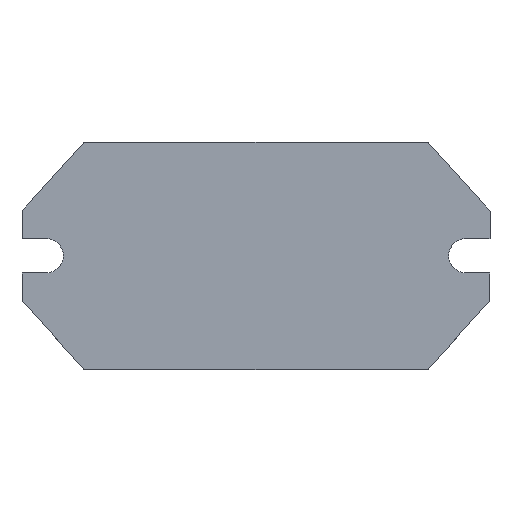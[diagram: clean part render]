
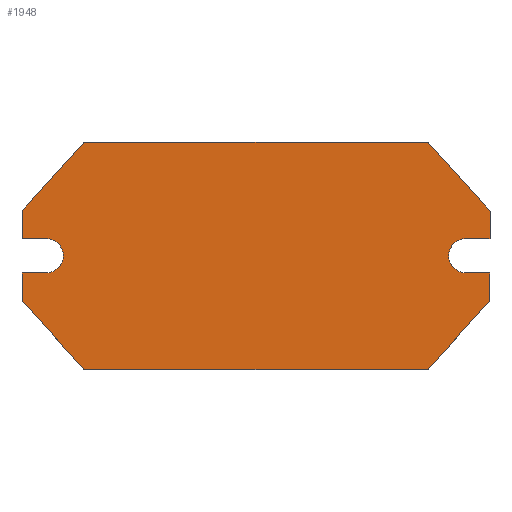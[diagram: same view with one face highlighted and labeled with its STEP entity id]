
A CAD part, top view. The second image highlights one B-rep face of the part: STEP entity #1948.
In plain terms, the highlighted planar face has unit normal (0, 0, 1).
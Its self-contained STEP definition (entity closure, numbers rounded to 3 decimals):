
#62=FACE_OUTER_BOUND('',#170,.T.);
#170=EDGE_LOOP('',(#1345,#1346,#1347,#1348,#1349,#1350,#1351,#1352,#1353,
#1354,#1355,#1356,#1357,#1358,#1359,#1360));
#276=CIRCLE('',#2064,2.5);
#278=CIRCLE('',#2073,2.5);
#304=LINE('',#2731,#566);
#306=LINE('',#2735,#568);
#308=LINE('',#2739,#570);
#312=LINE('',#2748,#574);
#315=LINE('',#2754,#577);
#318=LINE('',#2760,#580);
#322=LINE('',#2772,#584);
#325=LINE('',#2778,#587);
#328=LINE('',#2784,#590);
#331=LINE('',#2790,#593);
#333=LINE('',#2794,#595);
#335=LINE('',#2797,#597);
#336=LINE('',#2799,#598);
#337=LINE('',#2800,#599);
#566=VECTOR('',#2210,10.);
#568=VECTOR('',#2214,10.);
#570=VECTOR('',#2218,10.);
#574=VECTOR('',#2224,10.);
#577=VECTOR('',#2229,10.);
#580=VECTOR('',#2234,10.);
#584=VECTOR('',#2246,10.);
#587=VECTOR('',#2251,10.);
#590=VECTOR('',#2256,10.);
#593=VECTOR('',#2261,10.);
#595=VECTOR('',#2265,10.);
#597=VECTOR('',#2269,10.);
#598=VECTOR('',#2272,10.);
#599=VECTOR('',#2273,10.);
#827=VERTEX_POINT('',#2724);
#828=VERTEX_POINT('',#2726);
#829=VERTEX_POINT('',#2730);
#830=VERTEX_POINT('',#2734);
#831=VERTEX_POINT('',#2738);
#834=VERTEX_POINT('',#2745);
#835=VERTEX_POINT('',#2747);
#837=VERTEX_POINT('',#2753);
#839=VERTEX_POINT('',#2759);
#841=VERTEX_POINT('',#2765);
#843=VERTEX_POINT('',#2771);
#845=VERTEX_POINT('',#2777);
#847=VERTEX_POINT('',#2783);
#848=VERTEX_POINT('',#2787);
#849=VERTEX_POINT('',#2789);
#850=VERTEX_POINT('',#2793);
#1012=EDGE_CURVE('',#828,#827,#276,.T.);
#1014=EDGE_CURVE('',#829,#828,#304,.T.);
#1016=EDGE_CURVE('',#830,#829,#306,.T.);
#1018=EDGE_CURVE('',#831,#830,#308,.T.);
#1022=EDGE_CURVE('',#835,#834,#312,.T.);
#1025=EDGE_CURVE('',#837,#835,#315,.T.);
#1028=EDGE_CURVE('',#839,#837,#318,.T.);
#1031=EDGE_CURVE('',#841,#839,#278,.T.);
#1034=EDGE_CURVE('',#843,#841,#322,.T.);
#1037=EDGE_CURVE('',#845,#843,#325,.T.);
#1040=EDGE_CURVE('',#847,#845,#328,.T.);
#1043=EDGE_CURVE('',#849,#848,#331,.T.);
#1045=EDGE_CURVE('',#850,#849,#333,.T.);
#1047=EDGE_CURVE('',#827,#850,#335,.T.);
#1048=EDGE_CURVE('',#848,#847,#336,.T.);
#1049=EDGE_CURVE('',#834,#831,#337,.T.);
#1345=ORIENTED_EDGE('',*,*,#1047,.T.);
#1346=ORIENTED_EDGE('',*,*,#1045,.T.);
#1347=ORIENTED_EDGE('',*,*,#1043,.T.);
#1348=ORIENTED_EDGE('',*,*,#1048,.T.);
#1349=ORIENTED_EDGE('',*,*,#1040,.T.);
#1350=ORIENTED_EDGE('',*,*,#1037,.T.);
#1351=ORIENTED_EDGE('',*,*,#1034,.T.);
#1352=ORIENTED_EDGE('',*,*,#1031,.T.);
#1353=ORIENTED_EDGE('',*,*,#1028,.T.);
#1354=ORIENTED_EDGE('',*,*,#1025,.T.);
#1355=ORIENTED_EDGE('',*,*,#1022,.T.);
#1356=ORIENTED_EDGE('',*,*,#1049,.T.);
#1357=ORIENTED_EDGE('',*,*,#1018,.T.);
#1358=ORIENTED_EDGE('',*,*,#1016,.T.);
#1359=ORIENTED_EDGE('',*,*,#1014,.T.);
#1360=ORIENTED_EDGE('',*,*,#1012,.T.);
#1846=PLANE('',#2080);
#1948=ADVANCED_FACE('',(#62),#1846,.T.);
#2064=AXIS2_PLACEMENT_3D('',#2727,#2205,#2206);
#2073=AXIS2_PLACEMENT_3D('',#2766,#2240,#2241);
#2080=AXIS2_PLACEMENT_3D('',#2798,#2270,#2271);
#2205=DIRECTION('center_axis',(0.,0.,-1.));
#2206=DIRECTION('ref_axis',(0.,-1.,0.));
#2210=DIRECTION('',(1.,0.,0.));
#2214=DIRECTION('',(0.,-1.,0.));
#2218=DIRECTION('',(-0.669,-0.743,0.));
#2224=DIRECTION('',(-0.669,0.743,0.));
#2229=DIRECTION('',(0.,1.,0.));
#2234=DIRECTION('',(1.,0.,0.));
#2240=DIRECTION('center_axis',(0.,0.,-1.));
#2241=DIRECTION('ref_axis',(0.,1.,0.));
#2246=DIRECTION('',(-1.,0.,0.));
#2251=DIRECTION('',(0.,1.,0.));
#2256=DIRECTION('',(0.669,0.743,0.));
#2261=DIRECTION('',(0.669,-0.743,0.));
#2265=DIRECTION('',(0.,-1.,0.));
#2269=DIRECTION('',(-1.,0.,0.));
#2270=DIRECTION('center_axis',(0.,0.,1.));
#2271=DIRECTION('ref_axis',(-1.,0.,0.));
#2272=DIRECTION('',(1.,0.,0.));
#2273=DIRECTION('',(-1.,0.,0.));
#2724=CARTESIAN_POINT('',(-5.5,14.,35.));
#2726=CARTESIAN_POINT('',(-5.5,19.,35.));
#2727=CARTESIAN_POINT('Origin',(-5.5,16.5,35.));
#2730=CARTESIAN_POINT('',(-9.,19.,35.));
#2731=CARTESIAN_POINT('',(-5.5,19.,35.));
#2734=CARTESIAN_POINT('',(-9.,23.,35.));
#2735=CARTESIAN_POINT('',(-9.,19.,35.));
#2738=CARTESIAN_POINT('',(0.,33.,35.));
#2739=CARTESIAN_POINT('',(-9.,23.,35.));
#2745=CARTESIAN_POINT('',(50.,33.,35.));
#2747=CARTESIAN_POINT('',(59.,23.,35.));
#2748=CARTESIAN_POINT('',(59.,23.,35.));
#2753=CARTESIAN_POINT('',(59.,19.,35.));
#2754=CARTESIAN_POINT('',(59.,19.,35.));
#2759=CARTESIAN_POINT('',(55.5,19.,35.));
#2760=CARTESIAN_POINT('',(55.5,19.,35.));
#2765=CARTESIAN_POINT('',(55.5,14.,35.));
#2766=CARTESIAN_POINT('Origin',(55.5,16.5,35.));
#2771=CARTESIAN_POINT('',(59.,14.,35.));
#2772=CARTESIAN_POINT('',(55.5,14.,35.));
#2777=CARTESIAN_POINT('',(59.,10.,35.));
#2778=CARTESIAN_POINT('',(59.,14.,35.));
#2783=CARTESIAN_POINT('',(50.,0.,35.));
#2784=CARTESIAN_POINT('',(59.,10.,35.));
#2787=CARTESIAN_POINT('',(0.,0.,35.));
#2789=CARTESIAN_POINT('',(-9.,10.,35.));
#2790=CARTESIAN_POINT('',(-9.,10.,35.));
#2793=CARTESIAN_POINT('',(-9.,14.,35.));
#2794=CARTESIAN_POINT('',(-9.,14.,35.));
#2797=CARTESIAN_POINT('',(-5.5,14.,35.));
#2798=CARTESIAN_POINT('Origin',(25.,16.5,35.));
#2799=CARTESIAN_POINT('',(0.,0.,35.));
#2800=CARTESIAN_POINT('',(0.,33.,35.));
